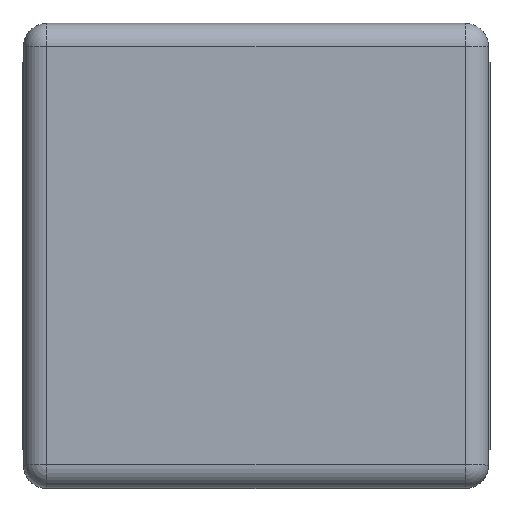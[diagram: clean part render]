
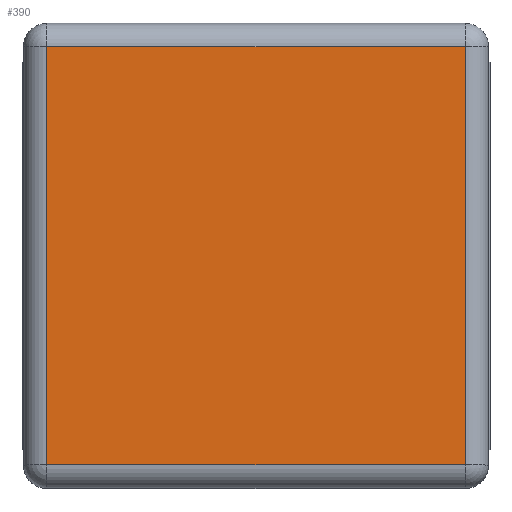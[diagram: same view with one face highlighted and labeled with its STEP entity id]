
A CAD part, top view. The second image highlights one B-rep face of the part: STEP entity #390.
In plain terms, the highlighted planar face has unit normal (0, 0, 1).
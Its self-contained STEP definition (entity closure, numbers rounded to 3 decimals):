
#94 = VERTEX_POINT('',#95);
#95 = CARTESIAN_POINT('',(-1.35,-1.35,1.5));
#102 = EDGE_CURVE('',#94,#103,#105,.T.);
#103 = VERTEX_POINT('',#104);
#104 = CARTESIAN_POINT('',(-1.35,1.35,1.5));
#105 = LINE('',#106,#107);
#106 = CARTESIAN_POINT('',(-1.35,-1.35,1.5));
#107 = VECTOR('',#108,1.);
#108 = DIRECTION('',(0.,1.,0.));
#390 = ADVANCED_FACE('',(#391),#416,.T.);
#391 = FACE_BOUND('',#392,.T.);
#392 = EDGE_LOOP('',(#393,#394,#402,#410));
#393 = ORIENTED_EDGE('',*,*,#102,.F.);
#394 = ORIENTED_EDGE('',*,*,#395,.F.);
#395 = EDGE_CURVE('',#396,#94,#398,.T.);
#396 = VERTEX_POINT('',#397);
#397 = CARTESIAN_POINT('',(1.35,-1.35,1.5));
#398 = LINE('',#399,#400);
#399 = CARTESIAN_POINT('',(1.35,-1.35,1.5));
#400 = VECTOR('',#401,1.);
#401 = DIRECTION('',(-1.,-0.,-0.));
#402 = ORIENTED_EDGE('',*,*,#403,.F.);
#403 = EDGE_CURVE('',#404,#396,#406,.T.);
#404 = VERTEX_POINT('',#405);
#405 = CARTESIAN_POINT('',(1.35,1.35,1.5));
#406 = LINE('',#407,#408);
#407 = CARTESIAN_POINT('',(1.35,1.35,1.5));
#408 = VECTOR('',#409,1.);
#409 = DIRECTION('',(-0.,-1.,-0.));
#410 = ORIENTED_EDGE('',*,*,#411,.F.);
#411 = EDGE_CURVE('',#103,#404,#412,.T.);
#412 = LINE('',#413,#414);
#413 = CARTESIAN_POINT('',(-1.35,1.35,1.5));
#414 = VECTOR('',#415,1.);
#415 = DIRECTION('',(1.,0.,0.));
#416 = PLANE('',#417);
#417 = AXIS2_PLACEMENT_3D('',#418,#419,#420);
#418 = CARTESIAN_POINT('',(-1.5,-1.5,1.5));
#419 = DIRECTION('',(0.,0.,1.));
#420 = DIRECTION('',(1.,0.,0.));
